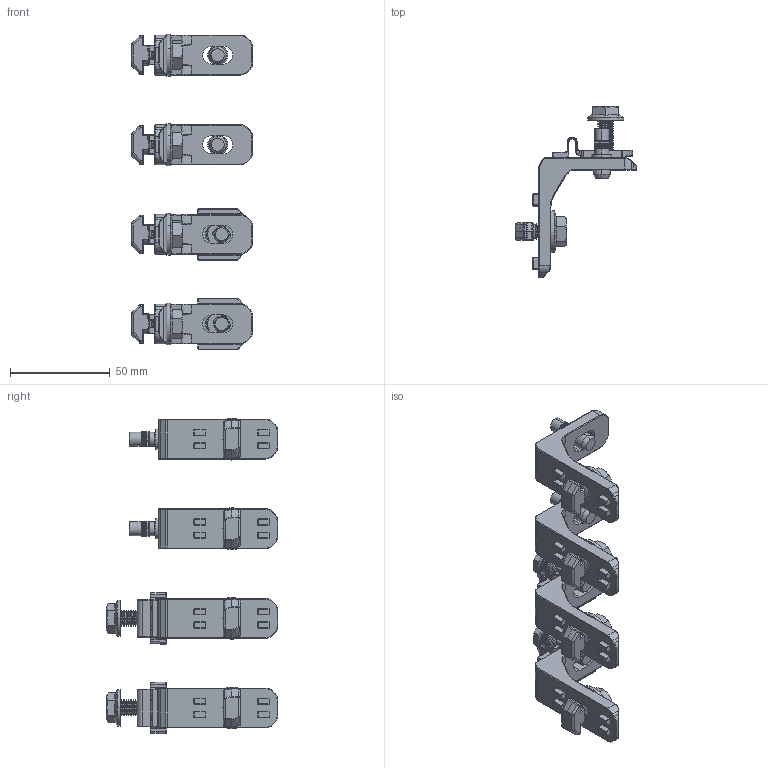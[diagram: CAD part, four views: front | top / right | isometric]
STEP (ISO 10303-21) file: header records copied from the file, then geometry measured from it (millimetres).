
FILE_DESCRIPTION(('STEP AP214'),'1');
FILE_NAME('fath_093wl201n10s04.stp','2017-09-19T14:35:40',('TraceParts'),('TraceParts S.A.'),'Spatial InterOp 3D',' ',' ');
FILE_SCHEMA(('automotive_design'));
Length unit declared in the file: millimetre
Products named in the file (20): fath_093wl201n10s04_1; fath_093wl201n10s04_2; fath_093wl201n10s04_3; fath_093wl201n10s04_4; fath_093wl201n10s04_5; fath_093wl201n10s04_6; fath_093wl201n10s04_7; fath_093wl201n10s04_8; fath_093wl201n10s04_9; fath_093wl201n10s04_10; fath_093wl201n10s04_11; fath_093wl201n10s04_12; fath_093wl201n10s04_13; fath_093wl201n10s04_14; fath_093wl201n10s04_15; fath_093wl201n10s04_16; fath_093wl201n10s04_17; fath_093wl201n10s04_18; fath_093wl201n10s04_19; fath_093wl201n10s04_20
Bounding box: 60.8 x 86 x 158.49 mm (x, y, z)
Volume: 71155.3 mm3; surface area: 45409.2 mm2
Topology: 20 solids, 20 shells, 3506 faces, 8732 edges, 5118 vertices
Faces by surface type: cylinder 1230, plane 1190, cone 504, torus 246, bspline 240, sphere 96
Entity records: 141558 total; most frequent: CARTESIAN_POINT 32888, ORIENTED_EDGE 17128, DIRECTION 16956, EDGE_CURVE 8564, AXIS2_PLACEMENT_3D 6474, VERTEX_POINT 5118, LINE 4008, VECTOR 4008
